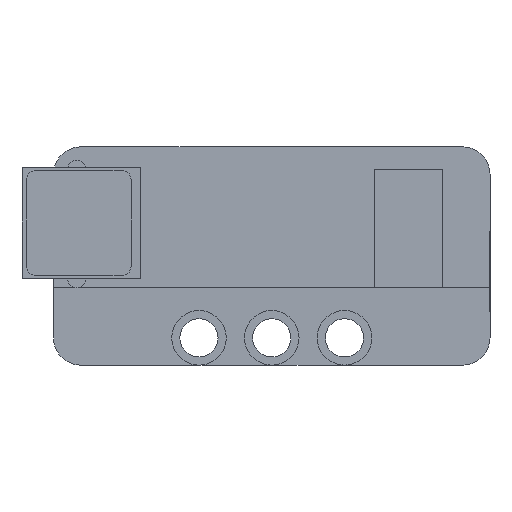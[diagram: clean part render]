
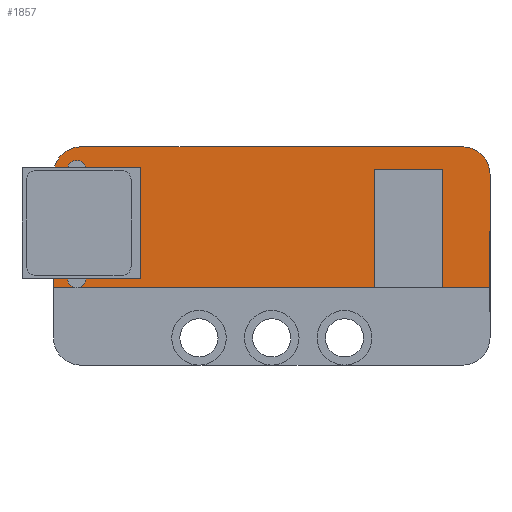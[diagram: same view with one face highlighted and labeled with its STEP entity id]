
A CAD part, top view. The second image highlights one B-rep face of the part: STEP entity #1857.
In plain terms, the highlighted planar face has unit normal (0, 0, 1).
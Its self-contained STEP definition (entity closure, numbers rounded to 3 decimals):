
#59 = AXIS2_PLACEMENT_3D ( 'NONE', #1949, #8489, #2899 ) ;
#330 = CARTESIAN_POINT ( 'NONE',  ( -21.864, -11.156, 48.8 ) ) ;
#357 = DIRECTION ( 'NONE',  ( 0., 0., 1. ) ) ;
#441 = EDGE_LOOP ( 'NONE', ( #2552, #8797 ) ) ;
#502 = EDGE_CURVE ( 'NONE', #5680, #12105, #12122, .T. ) ;
#536 = EDGE_CURVE ( 'NONE', #1951, #11377, #1003, .T. ) ;
#792 = VERTEX_POINT ( 'NONE', #7930 ) ;
#876 = DIRECTION ( 'NONE',  ( -1., 0., 0. ) ) ;
#936 = VERTEX_POINT ( 'NONE', #5881 ) ;
#1003 = CIRCLE ( 'NONE', #10982, 0.9 ) ;
#1143 = ORIENTED_EDGE ( 'NONE', *, *, #6148, .F. ) ;
#1146 = DIRECTION ( 'NONE',  ( 0., 0., 1. ) ) ;
#1201 = CARTESIAN_POINT ( 'NONE',  ( 26.136, 9.844, 48.8 ) ) ;
#1472 = CARTESIAN_POINT ( 'NONE',  ( -19.324, 10.344, 48.8 ) ) ;
#1482 = CIRCLE ( 'NONE', #8991, 0.9 ) ;
#1524 = EDGE_CURVE ( 'NONE', #4924, #5680, #6767, .T. ) ;
#1705 = CARTESIAN_POINT ( 'NONE',  ( 26.136, -2.656, 48.8 ) ) ;
#1731 = ORIENTED_EDGE ( 'NONE', *, *, #7098, .F. ) ;
#1735 = CARTESIAN_POINT ( 'NONE',  ( -18.424, 10.344, 48.8 ) ) ;
#1857 = ADVANCED_FACE ( 'NONE', ( #2326, #2048, #4821 ), #8860, .F. ) ;
#1897 = LINE ( 'NONE', #4103, #4374 ) ;
#1949 = CARTESIAN_POINT ( 'NONE',  ( -19.324, -1.656, 48.8 ) ) ;
#1951 = VERTEX_POINT ( 'NONE', #10701 ) ;
#2048 = FACE_BOUND ( 'NONE', #2984, .T. ) ;
#2326 = FACE_BOUND ( 'NONE', #441, .T. ) ;
#2423 = DIRECTION ( 'NONE',  ( 1., 0., 0. ) ) ;
#2436 = CARTESIAN_POINT ( 'NONE',  ( -21.864, 9.844, 48.8 ) ) ;
#2552 = ORIENTED_EDGE ( 'NONE', *, *, #10564, .F. ) ;
#2656 = EDGE_CURVE ( 'NONE', #3181, #792, #9615, .T. ) ;
#2862 = VECTOR ( 'NONE', #7826, 1000. ) ;
#2899 = DIRECTION ( 'NONE',  ( 1., 0., 0. ) ) ;
#2984 = EDGE_LOOP ( 'NONE', ( #6751, #7125 ) ) ;
#3121 = VERTEX_POINT ( 'NONE', #1705 ) ;
#3153 = LINE ( 'NONE', #330, #2862 ) ;
#3180 = AXIS2_PLACEMENT_3D ( 'NONE', #9609, #4024, #10544 ) ;
#3181 = VERTEX_POINT ( 'NONE', #4394 ) ;
#3325 = CARTESIAN_POINT ( 'NONE',  ( -18.424, -1.656, 48.8 ) ) ;
#3330 = VERTEX_POINT ( 'NONE', #1735 ) ;
#3383 = CARTESIAN_POINT ( 'NONE',  ( -18.864, 12.844, 48.8 ) ) ;
#3512 = LINE ( 'NONE', #3702, #10663 ) ;
#3564 = AXIS2_PLACEMENT_3D ( 'NONE', #1472, #8028, #2423 ) ;
#3684 = ORIENTED_EDGE ( 'NONE', *, *, #6720, .T. ) ;
#3702 = CARTESIAN_POINT ( 'NONE',  ( -24.565, -2.656, 48.8 ) ) ;
#4024 = DIRECTION ( 'NONE',  ( 0., 0., -1. ) ) ;
#4043 = ORIENTED_EDGE ( 'NONE', *, *, #8301, .F. ) ;
#4103 = CARTESIAN_POINT ( 'NONE',  ( 13.386, 10.344, 48.8 ) ) ;
#4127 = CARTESIAN_POINT ( 'NONE',  ( 13.386, -2.656, 48.8 ) ) ;
#4202 = VECTOR ( 'NONE', #4532, 1000. ) ;
#4301 = EDGE_CURVE ( 'NONE', #11377, #1951, #8205, .T. ) ;
#4374 = VECTOR ( 'NONE', #9655, 1000. ) ;
#4394 = CARTESIAN_POINT ( 'NONE',  ( 13.386, 10.344, 48.8 ) ) ;
#4424 = VERTEX_POINT ( 'NONE', #4890 ) ;
#4433 = CARTESIAN_POINT ( 'NONE',  ( -18.864, 9.844, 48.8 ) ) ;
#4532 = DIRECTION ( 'NONE',  ( 0., 1., 0. ) ) ;
#4587 = ORIENTED_EDGE ( 'NONE', *, *, #1524, .T. ) ;
#4821 = FACE_OUTER_BOUND ( 'NONE', #7690, .T. ) ;
#4890 = CARTESIAN_POINT ( 'NONE',  ( 20.886, -2.656, 48.8 ) ) ;
#4917 = VECTOR ( 'NONE', #11780, 1000. ) ;
#4924 = VERTEX_POINT ( 'NONE', #8409 ) ;
#5049 = DIRECTION ( 'NONE',  ( 0., -1., 0. ) ) ;
#5161 = CARTESIAN_POINT ( 'NONE',  ( 23.136, 9.844, 48.8 ) ) ;
#5229 = CARTESIAN_POINT ( 'NONE',  ( -24.565, -2.656, 48.8 ) ) ;
#5379 = DIRECTION ( 'NONE',  ( -1., 0., 0. ) ) ;
#5680 = VERTEX_POINT ( 'NONE', #3383 ) ;
#5881 = CARTESIAN_POINT ( 'NONE',  ( 20.886, 10.344, 48.8 ) ) ;
#5967 = CARTESIAN_POINT ( 'NONE',  ( -19.324, -1.656, 48.8 ) ) ;
#6107 = DIRECTION ( 'NONE',  ( -1., 0., 0. ) ) ;
#6148 = EDGE_CURVE ( 'NONE', #936, #3181, #1897, .T. ) ;
#6304 = CARTESIAN_POINT ( 'NONE',  ( -21.864, 12.844, 48.8 ) ) ;
#6470 = VECTOR ( 'NONE', #9038, 1000. ) ;
#6616 = AXIS2_PLACEMENT_3D ( 'NONE', #4433, #10972, #5379 ) ;
#6653 = VERTEX_POINT ( 'NONE', #11682 ) ;
#6720 = EDGE_CURVE ( 'NONE', #3121, #9029, #11367, .T. ) ;
#6751 = ORIENTED_EDGE ( 'NONE', *, *, #4301, .F. ) ;
#6762 = ORIENTED_EDGE ( 'NONE', *, *, #10934, .T. ) ;
#6767 = LINE ( 'NONE', #6304, #6470 ) ;
#6769 = CARTESIAN_POINT ( 'NONE',  ( -19.324, 10.344, 48.8 ) ) ;
#6923 = DIRECTION ( 'NONE',  ( 1., 0., 0. ) ) ;
#7098 = EDGE_CURVE ( 'NONE', #4424, #936, #9304, .T. ) ;
#7125 = ORIENTED_EDGE ( 'NONE', *, *, #536, .F. ) ;
#7135 = VECTOR ( 'NONE', #5049, 1000. ) ;
#7434 = EDGE_CURVE ( 'NONE', #6653, #3330, #9697, .T. ) ;
#7690 = EDGE_LOOP ( 'NONE', ( #11879, #4043, #9079, #1143, #1731, #9941, #3684, #6762, #4587, #11308 ) ) ;
#7695 = DIRECTION ( 'NONE',  ( 1., 0., 0. ) ) ;
#7826 = DIRECTION ( 'NONE',  ( 0., -1., 0. ) ) ;
#7930 = CARTESIAN_POINT ( 'NONE',  ( 13.386, -2.656, 48.8 ) ) ;
#8028 = DIRECTION ( 'NONE',  ( 0., 0., 1. ) ) ;
#8205 = CIRCLE ( 'NONE', #59, 0.9 ) ;
#8301 = EDGE_CURVE ( 'NONE', #792, #8822, #3512, .T. ) ;
#8409 = CARTESIAN_POINT ( 'NONE',  ( 23.136, 12.844, 48.8 ) ) ;
#8489 = DIRECTION ( 'NONE',  ( 0., 0., 1. ) ) ;
#8496 = CARTESIAN_POINT ( 'NONE',  ( -21.864, -2.656, 48.8 ) ) ;
#8526 = EDGE_CURVE ( 'NONE', #3121, #4424, #12098, .T. ) ;
#8644 = CIRCLE ( 'NONE', #10022, 3. ) ;
#8797 = ORIENTED_EDGE ( 'NONE', *, *, #7434, .F. ) ;
#8822 = VERTEX_POINT ( 'NONE', #8496 ) ;
#8860 = PLANE ( 'NONE',  #3180 ) ;
#8991 = AXIS2_PLACEMENT_3D ( 'NONE', #6769, #1146, #7695 ) ;
#9013 = VECTOR ( 'NONE', #12132, 1000. ) ;
#9029 = VERTEX_POINT ( 'NONE', #1201 ) ;
#9038 = DIRECTION ( 'NONE',  ( -1., 0., 0. ) ) ;
#9079 = ORIENTED_EDGE ( 'NONE', *, *, #2656, .F. ) ;
#9086 = EDGE_CURVE ( 'NONE', #12105, #8822, #3153, .T. ) ;
#9236 = CARTESIAN_POINT ( 'NONE',  ( 26.136, -11.156, 48.8 ) ) ;
#9304 = LINE ( 'NONE', #10221, #9013 ) ;
#9609 = CARTESIAN_POINT ( 'NONE',  ( 2.136, 0.844, 48.8 ) ) ;
#9615 = LINE ( 'NONE', #4127, #7135 ) ;
#9655 = DIRECTION ( 'NONE',  ( -1., 0., 0. ) ) ;
#9697 = CIRCLE ( 'NONE', #3564, 0.9 ) ;
#9941 = ORIENTED_EDGE ( 'NONE', *, *, #8526, .F. ) ;
#10022 = AXIS2_PLACEMENT_3D ( 'NONE', #5161, #11715, #6107 ) ;
#10221 = CARTESIAN_POINT ( 'NONE',  ( 20.886, -2.656, 48.8 ) ) ;
#10544 = DIRECTION ( 'NONE',  ( -1., 0., 0. ) ) ;
#10564 = EDGE_CURVE ( 'NONE', #3330, #6653, #1482, .T. ) ;
#10663 = VECTOR ( 'NONE', #876, 1000. ) ;
#10701 = CARTESIAN_POINT ( 'NONE',  ( -20.224, -1.656, 48.8 ) ) ;
#10934 = EDGE_CURVE ( 'NONE', #9029, #4924, #8644, .T. ) ;
#10972 = DIRECTION ( 'NONE',  ( 0., 0., 1. ) ) ;
#10982 = AXIS2_PLACEMENT_3D ( 'NONE', #5967, #357, #6923 ) ;
#11308 = ORIENTED_EDGE ( 'NONE', *, *, #502, .T. ) ;
#11367 = LINE ( 'NONE', #9236, #4202 ) ;
#11377 = VERTEX_POINT ( 'NONE', #3325 ) ;
#11682 = CARTESIAN_POINT ( 'NONE',  ( -20.224, 10.344, 48.8 ) ) ;
#11715 = DIRECTION ( 'NONE',  ( 0., 0., 1. ) ) ;
#11780 = DIRECTION ( 'NONE',  ( -1., 0., 0. ) ) ;
#11879 = ORIENTED_EDGE ( 'NONE', *, *, #9086, .T. ) ;
#12098 = LINE ( 'NONE', #5229, #4917 ) ;
#12105 = VERTEX_POINT ( 'NONE', #2436 ) ;
#12122 = CIRCLE ( 'NONE', #6616, 3. ) ;
#12132 = DIRECTION ( 'NONE',  ( 0., 1., 0. ) ) ;
